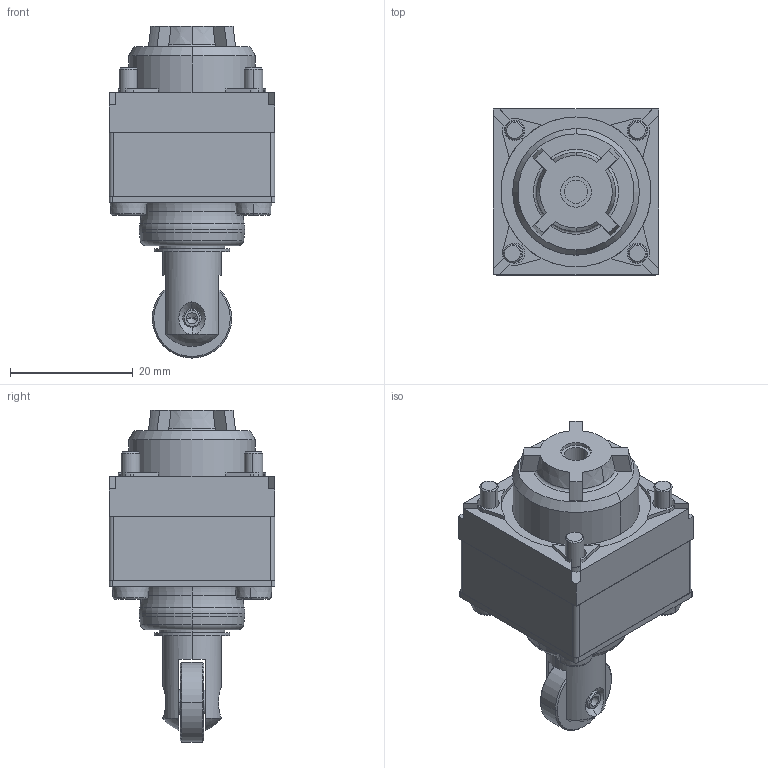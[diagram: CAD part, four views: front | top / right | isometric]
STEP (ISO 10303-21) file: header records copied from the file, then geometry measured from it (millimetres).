
FILE_DESCRIPTION(('STEP AP242'),'1');
FILE_NAME('zckd029.stp','2021-06-02T19:03:11',('TraceParts'),('TraceParts S.A.'),'Spatial InterOp 3D',' ',' ');
FILE_SCHEMA(('AP242_MANAGED_MODEL_BASED_3D_ENGINEERING_MIM_LF {1 0 10303 442 1 1 4}'));
Length unit declared in the file: millimetre
Products named in the file (1): zckd029_1
Bounding box: 27 x 27 x 54.02 mm (x, y, z)
Volume: 17340.9 mm3; surface area: 12729.1 mm2
Topology: 11 solids, 11 shells, 376 faces, 900 edges, 559 vertices
Faces by surface type: cylinder 144, cone 98, plane 98, torus 32, sphere 2, bspline 2
Entity records: 11299 total; most frequent: CARTESIAN_POINT 2168, DIRECTION 2106, ORIENTED_EDGE 1772, EDGE_CURVE 886, AXIS2_PLACEMENT_3D 867, VERTEX_POINT 559, CIRCLE 482, EDGE_LOOP 437
